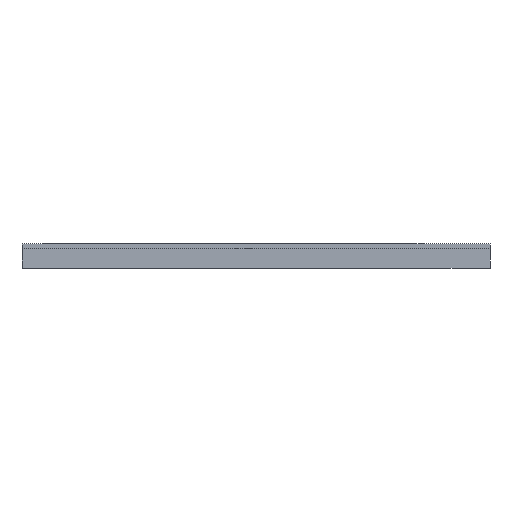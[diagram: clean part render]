
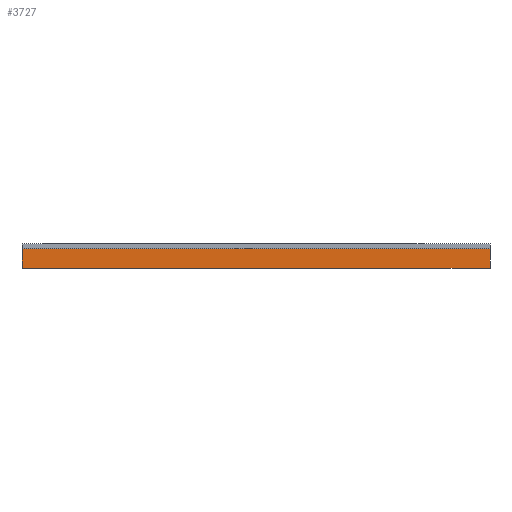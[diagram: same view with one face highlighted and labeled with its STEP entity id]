
A CAD part, front view. The second image highlights one B-rep face of the part: STEP entity #3727.
In plain terms, the highlighted planar face has unit normal (0, -1, 0).
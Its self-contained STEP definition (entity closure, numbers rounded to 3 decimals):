
#32 = PLANE('',#33);
#33 = AXIS2_PLACEMENT_3D('',#34,#35,#36);
#34 = CARTESIAN_POINT('',(0.,-14.5,-4.));
#35 = DIRECTION('',(0.,0.,1.));
#36 = DIRECTION('',(1.,0.,0.));
#1310 = VERTEX_POINT('',#1311);
#1311 = CARTESIAN_POINT('',(-96.,-51.,-4.));
#1325 = PLANE('',#1326);
#1326 = AXIS2_PLACEMENT_3D('',#1327,#1328,#1329);
#1327 = CARTESIAN_POINT('',(-96.,22.,4.));
#1328 = DIRECTION('',(-1.,-0.,-0.));
#1329 = DIRECTION('',(0.,-1.,0.));
#1337 = EDGE_CURVE('',#1310,#1338,#1340,.T.);
#1338 = VERTEX_POINT('',#1339);
#1339 = CARTESIAN_POINT('',(96.,-51.,-4.));
#1340 = SURFACE_CURVE('',#1341,(#1345,#1352),.PCURVE_S1.);
#1341 = LINE('',#1342,#1343);
#1342 = CARTESIAN_POINT('',(-96.,-51.,-4.));
#1343 = VECTOR('',#1344,1.);
#1344 = DIRECTION('',(1.,0.,0.));
#1345 = PCURVE('',#32,#1346);
#1346 = DEFINITIONAL_REPRESENTATION('',(#1347),#1351);
#1347 = LINE('',#1348,#1349);
#1348 = CARTESIAN_POINT('',(-96.,-36.5));
#1349 = VECTOR('',#1350,1.);
#1350 = DIRECTION('',(1.,0.));
#1351 = ( GEOMETRIC_REPRESENTATION_CONTEXT(2) 
PARAMETRIC_REPRESENTATION_CONTEXT() REPRESENTATION_CONTEXT('2D SPACE',''
  ) );
#1352 = PCURVE('',#1353,#1358);
#1353 = PLANE('',#1354);
#1354 = AXIS2_PLACEMENT_3D('',#1355,#1356,#1357);
#1355 = CARTESIAN_POINT('',(-96.,-51.,4.));
#1356 = DIRECTION('',(0.,-1.,0.));
#1357 = DIRECTION('',(1.,0.,0.));
#1358 = DEFINITIONAL_REPRESENTATION('',(#1359),#1363);
#1359 = LINE('',#1360,#1361);
#1360 = CARTESIAN_POINT('',(0.,-8.));
#1361 = VECTOR('',#1362,1.);
#1362 = DIRECTION('',(1.,0.));
#1363 = ( GEOMETRIC_REPRESENTATION_CONTEXT(2) 
PARAMETRIC_REPRESENTATION_CONTEXT() REPRESENTATION_CONTEXT('2D SPACE',''
  ) );
#1381 = PLANE('',#1382);
#1382 = AXIS2_PLACEMENT_3D('',#1383,#1384,#1385);
#1383 = CARTESIAN_POINT('',(96.,-51.,4.));
#1384 = DIRECTION('',(1.,0.,0.));
#1385 = DIRECTION('',(0.,1.,0.));
#3624 = VERTEX_POINT('',#3625);
#3625 = CARTESIAN_POINT('',(96.,-51.,4.));
#3651 = EDGE_CURVE('',#3624,#1338,#3652,.T.);
#3652 = SURFACE_CURVE('',#3653,(#3657,#3664),.PCURVE_S1.);
#3653 = LINE('',#3654,#3655);
#3654 = CARTESIAN_POINT('',(96.,-51.,4.));
#3655 = VECTOR('',#3656,1.);
#3656 = DIRECTION('',(0.,0.,-1.));
#3657 = PCURVE('',#1381,#3658);
#3658 = DEFINITIONAL_REPRESENTATION('',(#3659),#3663);
#3659 = LINE('',#3660,#3661);
#3660 = CARTESIAN_POINT('',(0.,0.));
#3661 = VECTOR('',#3662,1.);
#3662 = DIRECTION('',(0.,-1.));
#3663 = ( GEOMETRIC_REPRESENTATION_CONTEXT(2) 
PARAMETRIC_REPRESENTATION_CONTEXT() REPRESENTATION_CONTEXT('2D SPACE',''
  ) );
#3664 = PCURVE('',#1353,#3665);
#3665 = DEFINITIONAL_REPRESENTATION('',(#3666),#3670);
#3666 = LINE('',#3667,#3668);
#3667 = CARTESIAN_POINT('',(192.,0.));
#3668 = VECTOR('',#3669,1.);
#3669 = DIRECTION('',(0.,-1.));
#3670 = ( GEOMETRIC_REPRESENTATION_CONTEXT(2) 
PARAMETRIC_REPRESENTATION_CONTEXT() REPRESENTATION_CONTEXT('2D SPACE',''
  ) );
#3727 = ADVANCED_FACE('',(#3728),#1353,.T.);
#3728 = FACE_BOUND('',#3729,.T.);
#3729 = EDGE_LOOP('',(#3730,#3753,#3754,#3755));
#3730 = ORIENTED_EDGE('',*,*,#3731,.T.);
#3731 = EDGE_CURVE('',#3732,#1310,#3734,.T.);
#3732 = VERTEX_POINT('',#3733);
#3733 = CARTESIAN_POINT('',(-96.,-51.,4.));
#3734 = SURFACE_CURVE('',#3735,(#3739,#3746),.PCURVE_S1.);
#3735 = LINE('',#3736,#3737);
#3736 = CARTESIAN_POINT('',(-96.,-51.,4.));
#3737 = VECTOR('',#3738,1.);
#3738 = DIRECTION('',(0.,0.,-1.));
#3739 = PCURVE('',#1353,#3740);
#3740 = DEFINITIONAL_REPRESENTATION('',(#3741),#3745);
#3741 = LINE('',#3742,#3743);
#3742 = CARTESIAN_POINT('',(0.,0.));
#3743 = VECTOR('',#3744,1.);
#3744 = DIRECTION('',(0.,-1.));
#3745 = ( GEOMETRIC_REPRESENTATION_CONTEXT(2) 
PARAMETRIC_REPRESENTATION_CONTEXT() REPRESENTATION_CONTEXT('2D SPACE',''
  ) );
#3746 = PCURVE('',#1325,#3747);
#3747 = DEFINITIONAL_REPRESENTATION('',(#3748),#3752);
#3748 = LINE('',#3749,#3750);
#3749 = CARTESIAN_POINT('',(73.,0.));
#3750 = VECTOR('',#3751,1.);
#3751 = DIRECTION('',(0.,-1.));
#3752 = ( GEOMETRIC_REPRESENTATION_CONTEXT(2) 
PARAMETRIC_REPRESENTATION_CONTEXT() REPRESENTATION_CONTEXT('2D SPACE',''
  ) );
#3753 = ORIENTED_EDGE('',*,*,#1337,.T.);
#3754 = ORIENTED_EDGE('',*,*,#3651,.F.);
#3755 = ORIENTED_EDGE('',*,*,#3756,.F.);
#3756 = EDGE_CURVE('',#3732,#3624,#3757,.T.);
#3757 = SURFACE_CURVE('',#3758,(#3762,#3769),.PCURVE_S1.);
#3758 = LINE('',#3759,#3760);
#3759 = CARTESIAN_POINT('',(-96.,-51.,4.));
#3760 = VECTOR('',#3761,1.);
#3761 = DIRECTION('',(1.,0.,0.));
#3762 = PCURVE('',#1353,#3763);
#3763 = DEFINITIONAL_REPRESENTATION('',(#3764),#3768);
#3764 = LINE('',#3765,#3766);
#3765 = CARTESIAN_POINT('',(0.,0.));
#3766 = VECTOR('',#3767,1.);
#3767 = DIRECTION('',(1.,0.));
#3768 = ( GEOMETRIC_REPRESENTATION_CONTEXT(2) 
PARAMETRIC_REPRESENTATION_CONTEXT() REPRESENTATION_CONTEXT('2D SPACE',''
  ) );
#3769 = PCURVE('',#3770,#3775);
#3770 = PLANE('',#3771);
#3771 = AXIS2_PLACEMENT_3D('',#3772,#3773,#3774);
#3772 = CARTESIAN_POINT('',(0.,0.,4.));
#3773 = DIRECTION('',(-0.,-0.,-1.));
#3774 = DIRECTION('',(-1.,0.,0.));
#3775 = DEFINITIONAL_REPRESENTATION('',(#3776),#3780);
#3776 = LINE('',#3777,#3778);
#3777 = CARTESIAN_POINT('',(96.,-51.));
#3778 = VECTOR('',#3779,1.);
#3779 = DIRECTION('',(-1.,0.));
#3780 = ( GEOMETRIC_REPRESENTATION_CONTEXT(2) 
PARAMETRIC_REPRESENTATION_CONTEXT() REPRESENTATION_CONTEXT('2D SPACE',''
  ) );
